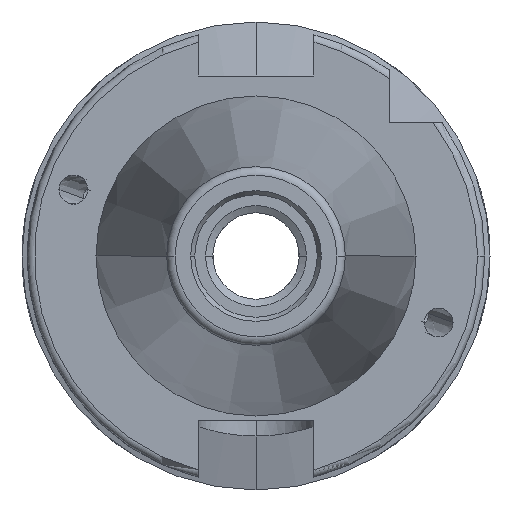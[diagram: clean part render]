
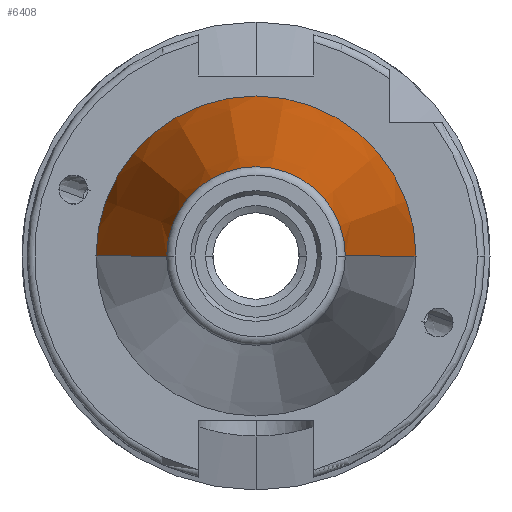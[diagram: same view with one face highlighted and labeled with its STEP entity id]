
A CAD part, left-side view. The second image highlights one B-rep face of the part: STEP entity #6408.
In plain terms, the highlighted conical face has half-angle 8.297 degrees and reference radius 22.225 mm.
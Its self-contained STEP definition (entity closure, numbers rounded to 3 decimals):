
#11 = ORIENTED_EDGE ( 'NONE', *, *, #3735, .T. ) ;
#27 = VERTEX_POINT ( 'NONE', #1097 ) ;
#285 = AXIS2_PLACEMENT_3D ( 'NONE', #3072, #7116, #3657 ) ;
#365 = LINE ( 'NONE', #5874, #3309 ) ;
#376 = VERTEX_POINT ( 'NONE', #7497 ) ;
#503 = ORIENTED_EDGE ( 'NONE', *, *, #2305, .F. ) ;
#844 = CIRCLE ( 'NONE', #3641, 22.225 ) ;
#1097 = CARTESIAN_POINT ( 'NONE',  ( -59.473, -12.4, 0. ) ) ;
#1268 = DIRECTION ( 'NONE',  ( 0.99, -0.144, 0. ) ) ;
#1329 = CARTESIAN_POINT ( 'NONE',  ( 7.9, 0., 0. ) ) ;
#1570 = LINE ( 'NONE', #5903, #7569 ) ;
#1816 = DIRECTION ( 'NONE',  ( 0.99, 0.144, 0. ) ) ;
#1926 = DIRECTION ( 'NONE',  ( 0., -1., 0. ) ) ;
#2025 = CONICAL_SURFACE ( 'NONE', #5212, 22.225, 0.145 ) ;
#2305 = EDGE_CURVE ( 'NONE', #27, #6427, #3168, .T. ) ;
#2801 = DIRECTION ( 'NONE',  ( 0., 1., 0. ) ) ;
#3072 = CARTESIAN_POINT ( 'NONE',  ( -59.473, 0., 0. ) ) ;
#3168 = CIRCLE ( 'NONE', #285, 12.4 ) ;
#3309 = VECTOR ( 'NONE', #1816, 1000. ) ;
#3379 = CARTESIAN_POINT ( 'NONE',  ( 7.9, 0., 0. ) ) ;
#3524 = CARTESIAN_POINT ( 'NONE',  ( 7.9, -22.225, 0. ) ) ;
#3641 = AXIS2_PLACEMENT_3D ( 'NONE', #1329, #5413, #1926 ) ;
#3657 = DIRECTION ( 'NONE',  ( 0., -1., 0. ) ) ;
#3735 = EDGE_CURVE ( 'NONE', #6582, #376, #844, .T. ) ;
#5212 = AXIS2_PLACEMENT_3D ( 'NONE', #3379, #5678, #2801 ) ;
#5413 = DIRECTION ( 'NONE',  ( -1., 0., 0. ) ) ;
#5466 = EDGE_CURVE ( 'NONE', #6427, #376, #365, .T. ) ;
#5585 = EDGE_CURVE ( 'NONE', #27, #6582, #1570, .T. ) ;
#5678 = DIRECTION ( 'NONE',  ( 1., 0., 0. ) ) ;
#5874 = CARTESIAN_POINT ( 'NONE',  ( 7.9, 22.225, 0. ) ) ;
#5903 = CARTESIAN_POINT ( 'NONE',  ( 7.9, -22.225, 0. ) ) ;
#6276 = CARTESIAN_POINT ( 'NONE',  ( -59.473, 12.4, 0. ) ) ;
#6408 = ADVANCED_FACE ( 'NONE', ( #6818 ), #2025, .T. ) ;
#6414 = ORIENTED_EDGE ( 'NONE', *, *, #5466, .F. ) ;
#6427 = VERTEX_POINT ( 'NONE', #6276 ) ;
#6582 = VERTEX_POINT ( 'NONE', #3524 ) ;
#6818 = FACE_OUTER_BOUND ( 'NONE', #7234, .T. ) ;
#7116 = DIRECTION ( 'NONE',  ( -1., 0., 0. ) ) ;
#7234 = EDGE_LOOP ( 'NONE', ( #503, #7313, #11, #6414 ) ) ;
#7313 = ORIENTED_EDGE ( 'NONE', *, *, #5585, .T. ) ;
#7497 = CARTESIAN_POINT ( 'NONE',  ( 7.9, 22.225, 0. ) ) ;
#7569 = VECTOR ( 'NONE', #1268, 1000. ) ;
